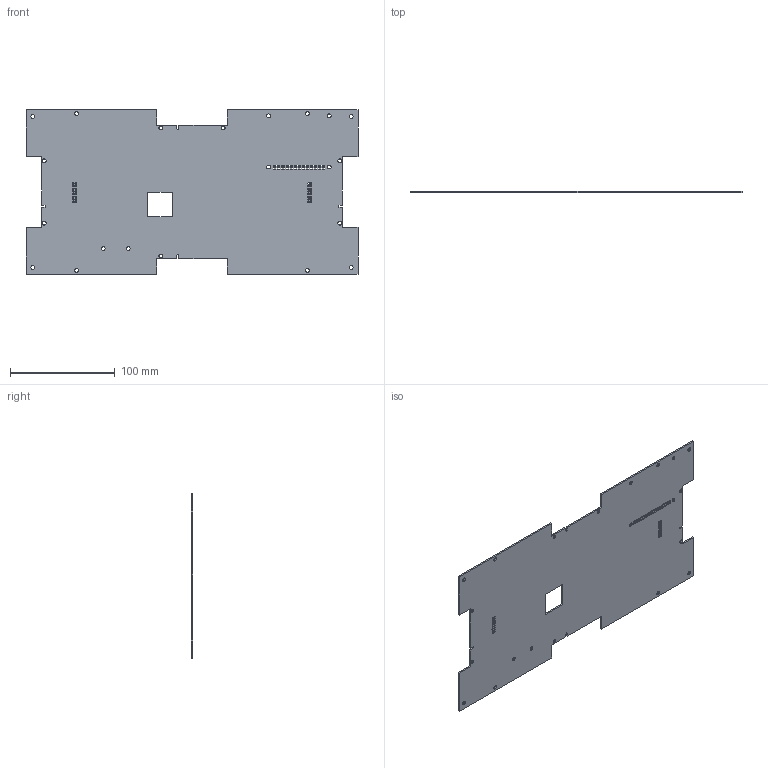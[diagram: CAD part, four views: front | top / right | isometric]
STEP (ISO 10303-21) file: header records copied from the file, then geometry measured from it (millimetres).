
FILE_DESCRIPTION (( 'STEP AP214' ), '1' );
FILE_NAME ('Display_module_plate_PCB.STEP', '2023-01-15T09:54:23', ( '' ), ( '' ), 'SwSTEP 2.0', 'SolidWorks 2022', '' );
FILE_SCHEMA (( 'AUTOMOTIVE_DESIGN' ));
Length unit declared in the file: millimetre
Products named in the file (2): Display_module_plate_PCB; PCB.STEP
Assembly tree (1 placements, depth 2):
  Display_module_plate_PCB
    PCB.STEP
Bounding box: 317.5 x 1.57 x 157.5 mm (x, y, z)
Volume: 70684 mm3; surface area: 92834.8 mm2
Topology: 1 solids, 1 shells, 324 faces, 966 edges, 644 vertices
Faces by surface type: plane 218, bspline 64, cylinder 42
Entity records: 19624 total; most frequent: CARTESIAN_POINT 10962, ORIENTED_EDGE 1932, DIRECTION 1386, EDGE_CURVE 966, LINE 690, VECTOR 690, VERTEX_POINT 644, EDGE_LOOP 512
